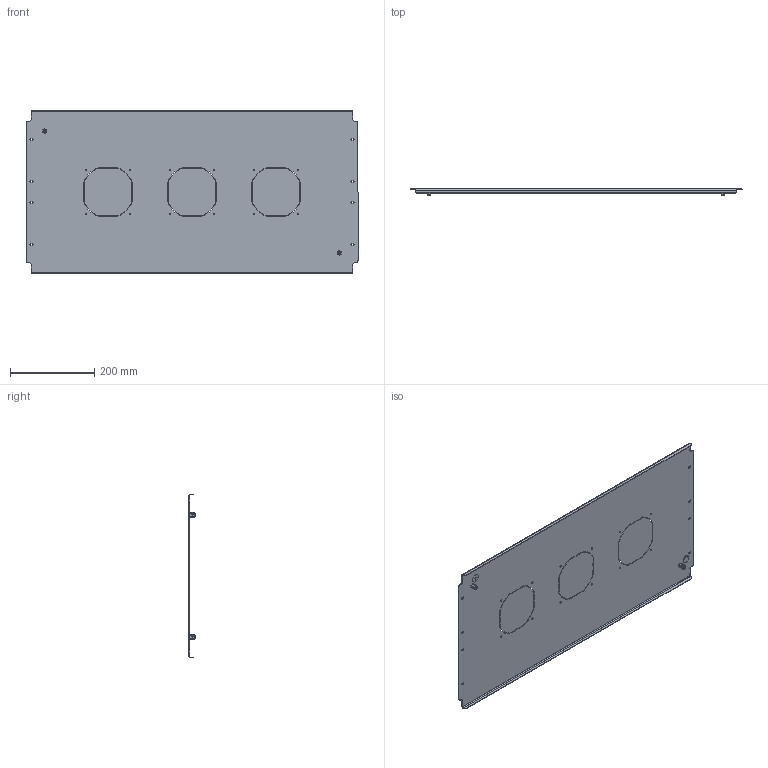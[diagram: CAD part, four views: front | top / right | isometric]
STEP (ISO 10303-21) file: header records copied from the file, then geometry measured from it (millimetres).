
FILE_DESCRIPTION (( 'STEP AP214' ), '1' );
FILE_NAME ('983.950.STEP', '2025-02-11T11:19:12', ( '' ), ( '' ), 'SwSTEP 2.0', 'SolidWorks 2021', '' );
FILE_SCHEMA (( 'AUTOMOTIVE_DESIGN' ));
Length unit declared in the file: millimetre
Products named in the file (4): Çíàê çàçåìëåíèÿ ô20ìì; 983.950; Çàêëåïêà ðåçüáîâàÿ Ì6 øåñòèãðàííàÿ ñ óìåíüøåííûì áîðòîì; 983.950 眈翴錪
Assembly tree (5 placements, depth 2):
  983.950
    983.950 眈翴錪
    Çíàê çàçåìëåíèÿ ô20ìì  x2
    Çàêëåïêà ðåçüáîâàÿ Ì6 øåñòèãðàííàÿ ñ óìåíüøåííûì áîðòîì  x2
Bounding box: 790 x 16 x 390 mm (x, y, z)
Volume: 475270.1 mm3; surface area: 642235.5 mm2
Topology: 5 solids, 5 shells, 314 faces, 844 edges, 552 vertices
Faces by surface type: plane 202, cylinder 100, cone 12
Entity records: 8801 total; most frequent: CARTESIAN_POINT 1566, ORIENTED_EDGE 1440, DIRECTION 1434, EDGE_CURVE 720, VECTOR 530, LINE 530, VERTEX_POINT 472, AXIS2_PLACEMENT_3D 452
